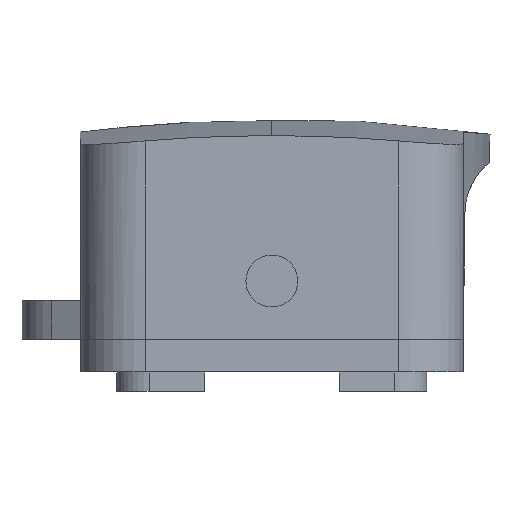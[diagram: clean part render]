
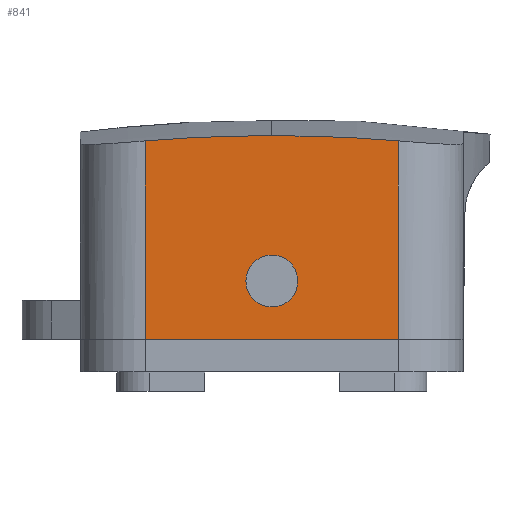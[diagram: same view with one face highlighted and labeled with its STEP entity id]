
A CAD part, front view. The second image highlights one B-rep face of the part: STEP entity #841.
In plain terms, the highlighted planar face has unit normal (0, -1, 0).
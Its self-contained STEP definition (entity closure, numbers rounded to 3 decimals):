
#795=AXIS2_PLACEMENT_3D('Plane Axis2P3D',#792,#793,#794) ;
#799=AXIS2_PLACEMENT_3D('Circle Axis2P3D',#797,#798,$) ;
#806=AXIS2_PLACEMENT_3D('Circle Axis2P3D',#804,#805,$) ;
#825=AXIS2_PLACEMENT_3D('Circle Axis2P3D',#823,#824,$) ;
#834=AXIS2_PLACEMENT_3D('Circle Axis2P3D',#832,#833,$) ;
#199=CARTESIAN_POINT('Vertex',(29.,5.,4.)) ;
#202=CARTESIAN_POINT('Line Origine',(19.25,5.,4.)) ;
#206=CARTESIAN_POINT('Vertex',(9.5,5.,4.)) ;
#777=CARTESIAN_POINT('Vertex',(29.,5.,19.297)) ;
#780=CARTESIAN_POINT('Line Origine',(29.,5.,11.979)) ;
#792=CARTESIAN_POINT('Axis2P3D Location',(19.25,5.,-99.)) ;
#797=CARTESIAN_POINT('Axis2P3D Location',(19.25,5.,-99.)) ;
#801=CARTESIAN_POINT('Vertex',(19.25,5.,19.698)) ;
#804=CARTESIAN_POINT('Axis2P3D Location',(19.25,5.,-99.)) ;
#808=CARTESIAN_POINT('Vertex',(9.5,5.,19.297)) ;
#811=CARTESIAN_POINT('Line Origine',(9.5,5.,11.649)) ;
#823=CARTESIAN_POINT('Axis2P3D Location',(19.25,5.,8.5)) ;
#827=CARTESIAN_POINT('Vertex',(21.005,5.,9.459)) ;
#829=CARTESIAN_POINT('Vertex',(17.495,5.,7.541)) ;
#832=CARTESIAN_POINT('Axis2P3D Location',(19.25,5.,8.5)) ;
#203=DIRECTION('Vector Direction',(1.,0.,0.)) ;
#781=DIRECTION('Vector Direction',(0.,0.,-1.)) ;
#793=DIRECTION('Axis2P3D Direction',(0.,-1.,-0.)) ;
#794=DIRECTION('Axis2P3D XDirection',(-1.,0.,0.)) ;
#798=DIRECTION('Axis2P3D Direction',(0.,-1.,-0.)) ;
#805=DIRECTION('Axis2P3D Direction',(0.,-1.,-0.)) ;
#812=DIRECTION('Vector Direction',(0.,0.,-1.)) ;
#824=DIRECTION('Axis2P3D Direction',(0.,-1.,-0.)) ;
#833=DIRECTION('Axis2P3D Direction',(0.,-1.,-0.)) ;
#204=VECTOR('Line Direction',#203,1.) ;
#782=VECTOR('Line Direction',#781,1.) ;
#813=VECTOR('Line Direction',#812,1.) ;
#817=ORIENTED_EDGE('',*,*,#803,.T.) ;
#818=ORIENTED_EDGE('',*,*,#810,.T.) ;
#819=ORIENTED_EDGE('',*,*,#815,.F.) ;
#820=ORIENTED_EDGE('',*,*,#208,.T.) ;
#821=ORIENTED_EDGE('',*,*,#784,.T.) ;
#838=ORIENTED_EDGE('',*,*,#831,.F.) ;
#839=ORIENTED_EDGE('',*,*,#836,.F.) ;
#840=FACE_BOUND('',#837,.T.) ;
#841=ADVANCED_FACE('Housing',(#822,#840),#796,.T.) ;
#800=CIRCLE('generated circle',#799,118.698) ;
#807=CIRCLE('generated circle',#806,118.698) ;
#826=CIRCLE('generated circle',#825,2.) ;
#835=CIRCLE('generated circle',#834,2.) ;
#208=EDGE_CURVE('',#207,#200,#205,.T.) ;
#784=EDGE_CURVE('',#200,#778,#783,.F.) ;
#803=EDGE_CURVE('',#778,#802,#800,.T.) ;
#810=EDGE_CURVE('',#802,#809,#807,.T.) ;
#815=EDGE_CURVE('',#207,#809,#814,.F.) ;
#831=EDGE_CURVE('',#828,#830,#826,.T.) ;
#836=EDGE_CURVE('',#830,#828,#835,.T.) ;
#816=EDGE_LOOP('',(#817,#818,#819,#820,#821)) ;
#837=EDGE_LOOP('',(#838,#839)) ;
#822=FACE_OUTER_BOUND('',#816,.T.) ;
#205=LINE('Line',#202,#204) ;
#783=LINE('Line',#780,#782) ;
#814=LINE('Line',#811,#813) ;
#796=PLANE('',#795) ;
#200=VERTEX_POINT('',#199) ;
#207=VERTEX_POINT('',#206) ;
#778=VERTEX_POINT('',#777) ;
#802=VERTEX_POINT('',#801) ;
#809=VERTEX_POINT('',#808) ;
#828=VERTEX_POINT('',#827) ;
#830=VERTEX_POINT('',#829) ;
